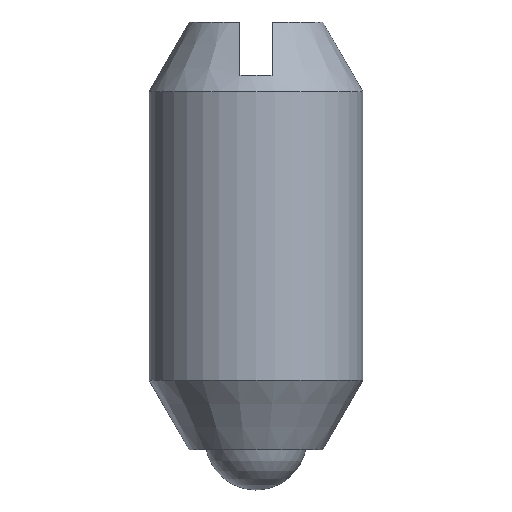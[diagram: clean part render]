
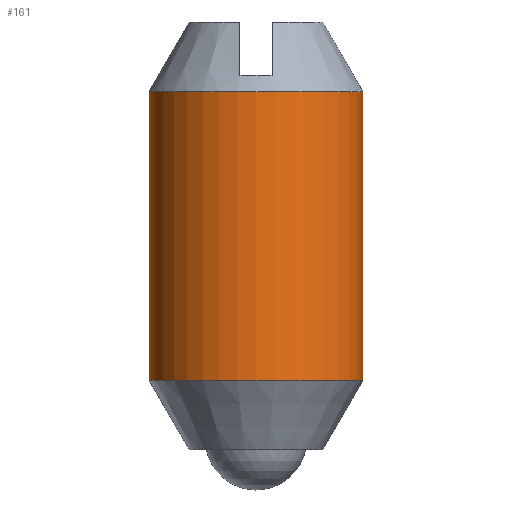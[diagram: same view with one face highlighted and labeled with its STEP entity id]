
A CAD part, front view. The second image highlights one B-rep face of the part: STEP entity #161.
In plain terms, the highlighted cylindrical face has radius 4 mm (diameter 8 mm), a partial arc.
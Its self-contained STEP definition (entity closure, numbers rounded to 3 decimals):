
#137=VERTEX_POINT('',#356);
#161=ADVANCED_FACE('',(#383),#384,.T.);
#173=EDGE_CURVE('',#277,#217,#396,.T.);
#201=EDGE_CURVE('',#299,#137,#426,.T.);
#217=VERTEX_POINT('',#443);
#255=EDGE_CURVE('',#137,#217,#485,.T.);
#257=EDGE_CURVE('',#277,#299,#487,.T.);
#277=VERTEX_POINT('',#512);
#299=VERTEX_POINT('',#536);
#356=CARTESIAN_POINT('',(-4.,0.,14.9));
#383=FACE_OUTER_BOUND('',#624,.T.);
#384=CYLINDRICAL_SURFACE('',#625,4.0);
#396=CIRCLE('',#645,4.0);
#426=CIRCLE('',#684,4.0);
#443=CARTESIAN_POINT('',(-4.,0.,4.1));
#485=LINE('',#781,#782);
#487=LINE('',#785,#786);
#512=CARTESIAN_POINT('',(4.,0.,4.1));
#536=CARTESIAN_POINT('',(4.,0.,14.9));
#624=EDGE_LOOP('',(#948,#949,#950,#951));
#625=AXIS2_PLACEMENT_3D('',#952,#953,#954);
#645=AXIS2_PLACEMENT_3D('',#966,#967,#968);
#684=AXIS2_PLACEMENT_3D('',#1005,#1006,#1007);
#781=CARTESIAN_POINT('',(-4.,0.,9.5));
#782=VECTOR('',#1060,1.0);
#785=CARTESIAN_POINT('',(4.,0.,9.5));
#786=VECTOR('',#1061,1.0);
#948=ORIENTED_EDGE('',*,*,#255,.T.);
#949=ORIENTED_EDGE('',*,*,#173,.F.);
#950=ORIENTED_EDGE('',*,*,#257,.T.);
#951=ORIENTED_EDGE('',*,*,#201,.T.);
#952=CARTESIAN_POINT('',(0.,0.,9.5));
#953=DIRECTION('',(-0.0,-0.0,1.0));
#954=DIRECTION('',(-1.0,0.,0.0));
#966=CARTESIAN_POINT('',(0.,0.,4.1));
#967=DIRECTION('',(0.0,0.0,-1.0));
#968=DIRECTION('',(-1.0,0.,0.0));
#1005=CARTESIAN_POINT('',(0.,0.,14.9));
#1006=DIRECTION('',(0.0,0.0,-1.0));
#1007=DIRECTION('',(-1.0,0.,0.0));
#1060=DIRECTION('',(0.0,0.0,-1.0));
#1061=DIRECTION('',(-0.0,-0.0,1.0));
